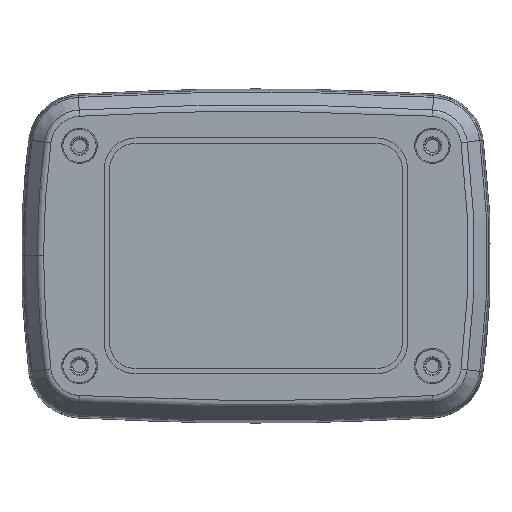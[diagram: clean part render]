
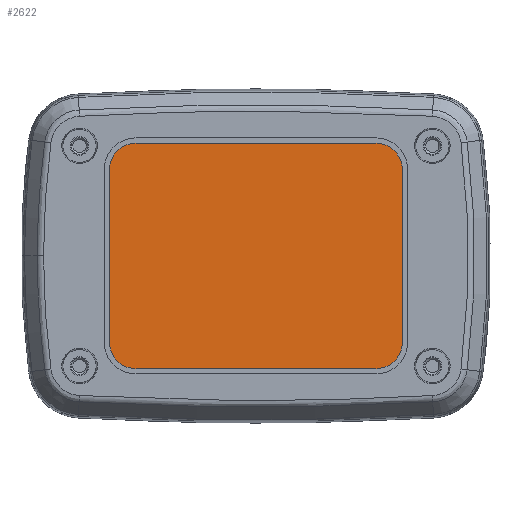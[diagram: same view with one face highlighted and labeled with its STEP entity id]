
A CAD part, top view. The second image highlights one B-rep face of the part: STEP entity #2622.
In plain terms, the highlighted planar face has unit normal (0, 0, 1).
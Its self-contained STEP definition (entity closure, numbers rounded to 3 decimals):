
#85 = ORIENTED_EDGE ( 'NONE', *, *, #13863, .F. ) ;
#516 = DIRECTION ( 'NONE',  ( 0., 1., 0. ) ) ;
#638 = VERTEX_POINT ( 'NONE', #6633 ) ;
#722 = CARTESIAN_POINT ( 'NONE',  ( 11732.075, 78.007, -448.432 ) ) ;
#1073 = EDGE_CURVE ( 'NONE', #3135, #5321, #6831, .T. ) ;
#1623 = FACE_OUTER_BOUND ( 'NONE', #6165, .T. ) ;
#1764 = VERTEX_POINT ( 'NONE', #5509 ) ;
#1854 = ORIENTED_EDGE ( 'NONE', *, *, #12197, .F. ) ;
#2216 = CARTESIAN_POINT ( 'NONE',  ( 11709.475, 99.257, -448.432 ) ) ;
#2222 = CARTESIAN_POINT ( 'NONE',  ( 11759.675, 94.257, -448.432 ) ) ;
#2286 = EDGE_CURVE ( 'NONE', #7268, #4654, #10865, .T. ) ;
#2333 = VECTOR ( 'NONE', #516, 1000. ) ;
#2432 = CARTESIAN_POINT ( 'NONE',  ( 11754.675, 61.757, -448.432 ) ) ;
#2622 = ADVANCED_FACE ( 'NONE', ( #1623 ), #7410, .T. ) ;
#2707 = CIRCLE ( 'NONE', #11476, 5. ) ;
#2942 = CARTESIAN_POINT ( 'NONE',  ( 11754.675, 56.757, -448.432 ) ) ;
#3092 = VERTEX_POINT ( 'NONE', #2942 ) ;
#3135 = VERTEX_POINT ( 'NONE', #8956 ) ;
#3142 = DIRECTION ( 'NONE',  ( 0., 0., -1. ) ) ;
#3268 = ORIENTED_EDGE ( 'NONE', *, *, #11520, .F. ) ;
#3286 = DIRECTION ( 'NONE',  ( 0., 0., -1. ) ) ;
#3540 = DIRECTION ( 'NONE',  ( 1., 0., 0. ) ) ;
#3614 = CARTESIAN_POINT ( 'NONE',  ( 11704.475, 61.757, -448.432 ) ) ;
#3722 = CARTESIAN_POINT ( 'NONE',  ( 11754.675, 94.257, -448.432 ) ) ;
#3733 = VECTOR ( 'NONE', #14440, 1000. ) ;
#3921 = ORIENTED_EDGE ( 'NONE', *, *, #12153, .F. ) ;
#4105 = DIRECTION ( 'NONE',  ( 1., 0., 0. ) ) ;
#4255 = ORIENTED_EDGE ( 'NONE', *, *, #6833, .F. ) ;
#4654 = VERTEX_POINT ( 'NONE', #5554 ) ;
#4851 = DIRECTION ( 'NONE',  ( 1., 0., 0. ) ) ;
#5321 = VERTEX_POINT ( 'NONE', #13547 ) ;
#5509 = CARTESIAN_POINT ( 'NONE',  ( 11759.675, 61.757, -448.432 ) ) ;
#5554 = CARTESIAN_POINT ( 'NONE',  ( 11704.475, 94.257, -448.432 ) ) ;
#5757 = ORIENTED_EDGE ( 'NONE', *, *, #1073, .F. ) ;
#5948 = CIRCLE ( 'NONE', #14154, 5. ) ;
#5995 = LINE ( 'NONE', #2222, #3733 ) ;
#6165 = EDGE_LOOP ( 'NONE', ( #12421, #3921, #4255, #3268, #1854, #85, #5757, #14449 ) ) ;
#6404 = CIRCLE ( 'NONE', #7314, 5. ) ;
#6633 = CARTESIAN_POINT ( 'NONE',  ( 11709.475, 56.757, -448.432 ) ) ;
#6831 = LINE ( 'NONE', #2216, #12425 ) ;
#6833 = EDGE_CURVE ( 'NONE', #3092, #638, #12314, .T. ) ;
#7242 = CARTESIAN_POINT ( 'NONE',  ( 11704.475, 61.757, -448.432 ) ) ;
#7268 = VERTEX_POINT ( 'NONE', #3614 ) ;
#7314 = AXIS2_PLACEMENT_3D ( 'NONE', #3722, #11535, #4851 ) ;
#7410 = PLANE ( 'NONE',  #10895 ) ;
#7735 = VERTEX_POINT ( 'NONE', #8139 ) ;
#8139 = CARTESIAN_POINT ( 'NONE',  ( 11759.675, 94.257, -448.432 ) ) ;
#8956 = CARTESIAN_POINT ( 'NONE',  ( 11709.475, 99.257, -448.432 ) ) ;
#9233 = EDGE_CURVE ( 'NONE', #4654, #3135, #5948, .T. ) ;
#9298 = CIRCLE ( 'NONE', #12997, 5. ) ;
#9321 = VECTOR ( 'NONE', #10776, 1000. ) ;
#9643 = CARTESIAN_POINT ( 'NONE',  ( 11754.675, 56.757, -448.432 ) ) ;
#9798 = CARTESIAN_POINT ( 'NONE',  ( 11709.475, 94.257, -448.432 ) ) ;
#9944 = CARTESIAN_POINT ( 'NONE',  ( 11709.475, 61.757, -448.432 ) ) ;
#10216 = DIRECTION ( 'NONE',  ( 0., 0., -1. ) ) ;
#10766 = DIRECTION ( 'NONE',  ( 0., 0., 1. ) ) ;
#10776 = DIRECTION ( 'NONE',  ( -1., 0., 0. ) ) ;
#10865 = LINE ( 'NONE', #7242, #2333 ) ;
#10895 = AXIS2_PLACEMENT_3D ( 'NONE', #722, #10766, #4105 ) ;
#10935 = DIRECTION ( 'NONE',  ( 1., 0., 0. ) ) ;
#11080 = DIRECTION ( 'NONE',  ( 1., 0., 0. ) ) ;
#11130 = DIRECTION ( 'NONE',  ( 1., 0., 0. ) ) ;
#11476 = AXIS2_PLACEMENT_3D ( 'NONE', #2432, #10216, #3540 ) ;
#11520 = EDGE_CURVE ( 'NONE', #1764, #3092, #2707, .T. ) ;
#11535 = DIRECTION ( 'NONE',  ( 0., 0., -1. ) ) ;
#12153 = EDGE_CURVE ( 'NONE', #638, #7268, #9298, .T. ) ;
#12197 = EDGE_CURVE ( 'NONE', #7735, #1764, #5995, .T. ) ;
#12314 = LINE ( 'NONE', #9643, #9321 ) ;
#12421 = ORIENTED_EDGE ( 'NONE', *, *, #2286, .F. ) ;
#12425 = VECTOR ( 'NONE', #11130, 1000. ) ;
#12997 = AXIS2_PLACEMENT_3D ( 'NONE', #9944, #3286, #11080 ) ;
#13547 = CARTESIAN_POINT ( 'NONE',  ( 11754.675, 99.257, -448.432 ) ) ;
#13863 = EDGE_CURVE ( 'NONE', #5321, #7735, #6404, .T. ) ;
#14154 = AXIS2_PLACEMENT_3D ( 'NONE', #9798, #3142, #10935 ) ;
#14440 = DIRECTION ( 'NONE',  ( 0., -1., 0. ) ) ;
#14449 = ORIENTED_EDGE ( 'NONE', *, *, #9233, .F. ) ;
